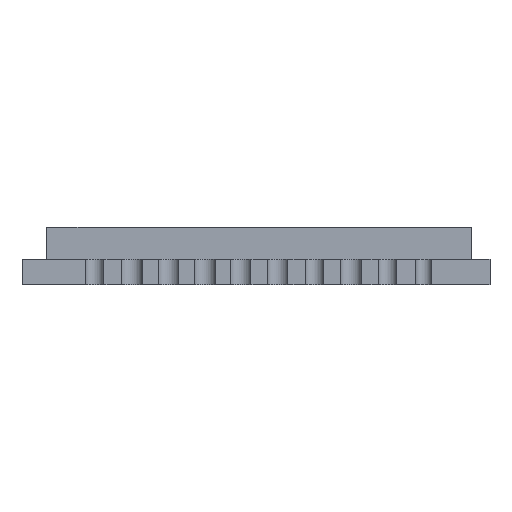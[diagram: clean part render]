
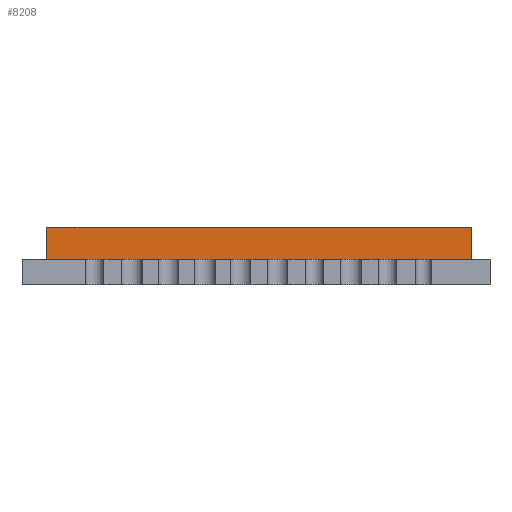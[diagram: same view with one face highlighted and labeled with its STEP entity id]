
A CAD part, front view. The second image highlights one B-rep face of the part: STEP entity #8208.
In plain terms, the highlighted planar face has unit normal (0, -1, 0).
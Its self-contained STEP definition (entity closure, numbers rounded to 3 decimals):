
#113 = DIRECTION ( 'NONE',  ( 0., 0., -1. ) ) ;
#163 = VERTEX_POINT ( 'NONE', #15249 ) ;
#204 = VERTEX_POINT ( 'NONE', #8348 ) ;
#416 = PLANE ( 'NONE',  #4661 ) ;
#493 = FACE_OUTER_BOUND ( 'NONE', #8904, .T. ) ;
#854 = EDGE_CURVE ( 'NONE', #204, #163, #11179, .T. ) ;
#975 = ORIENTED_EDGE ( 'NONE', *, *, #1168, .T. ) ;
#1051 = CARTESIAN_POINT ( 'NONE',  ( 7.627, -10.518, 1.25 ) ) ;
#1168 = EDGE_CURVE ( 'NONE', #14872, #3953, #8346, .T. ) ;
#1501 = CARTESIAN_POINT ( 'NONE',  ( -8.842, -10.518, 1.25 ) ) ;
#2549 = CARTESIAN_POINT ( 'NONE',  ( -8.842, -10.518, 0. ) ) ;
#3725 = CARTESIAN_POINT ( 'NONE',  ( 7.627, -10.518, 0. ) ) ;
#3953 = VERTEX_POINT ( 'NONE', #3725 ) ;
#4661 = AXIS2_PLACEMENT_3D ( 'NONE', #9676, #11053, #7361 ) ;
#5165 = DIRECTION ( 'NONE',  ( 1., 0., 0. ) ) ;
#5270 = VECTOR ( 'NONE', #8704, 1000. ) ;
#5356 = EDGE_CURVE ( 'NONE', #204, #14872, #7386, .T. ) ;
#6319 = EDGE_CURVE ( 'NONE', #163, #3953, #8149, .T. ) ;
#7361 = DIRECTION ( 'NONE',  ( 0., 0., 1. ) ) ;
#7386 = LINE ( 'NONE', #1501, #5270 ) ;
#8149 = LINE ( 'NONE', #1051, #11412 ) ;
#8208 = ADVANCED_FACE ( 'NONE', ( #493 ), #416, .F. ) ;
#8346 = LINE ( 'NONE', #2549, #11463 ) ;
#8348 = CARTESIAN_POINT ( 'NONE',  ( -8.842, -10.518, 1.25 ) ) ;
#8704 = DIRECTION ( 'NONE',  ( 0., 0., -1. ) ) ;
#8904 = EDGE_LOOP ( 'NONE', ( #975, #12516, #12033, #9621 ) ) ;
#9621 = ORIENTED_EDGE ( 'NONE', *, *, #5356, .T. ) ;
#9676 = CARTESIAN_POINT ( 'NONE',  ( -8.842, -10.518, 1.25 ) ) ;
#9722 = CARTESIAN_POINT ( 'NONE',  ( -8.842, -10.518, 1.25 ) ) ;
#10239 = VECTOR ( 'NONE', #5165, 1000. ) ;
#11053 = DIRECTION ( 'NONE',  ( 0., 1., 0. ) ) ;
#11179 = LINE ( 'NONE', #9722, #10239 ) ;
#11412 = VECTOR ( 'NONE', #113, 1000. ) ;
#11463 = VECTOR ( 'NONE', #13226, 1000. ) ;
#12033 = ORIENTED_EDGE ( 'NONE', *, *, #854, .F. ) ;
#12516 = ORIENTED_EDGE ( 'NONE', *, *, #6319, .F. ) ;
#13226 = DIRECTION ( 'NONE',  ( 1., 0., 0. ) ) ;
#14872 = VERTEX_POINT ( 'NONE', #14938 ) ;
#14938 = CARTESIAN_POINT ( 'NONE',  ( -8.842, -10.518, 0. ) ) ;
#15249 = CARTESIAN_POINT ( 'NONE',  ( 7.627, -10.518, 1.25 ) ) ;
